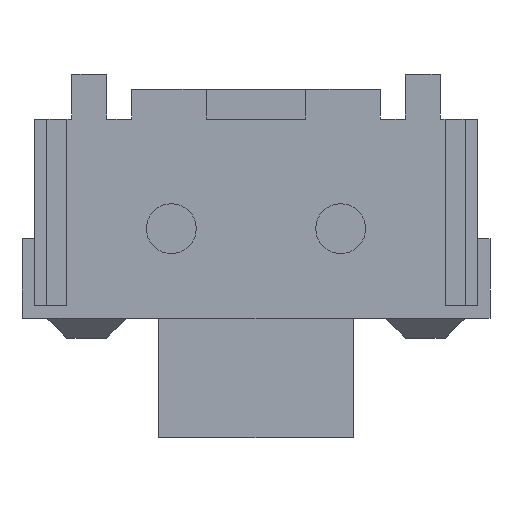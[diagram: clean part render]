
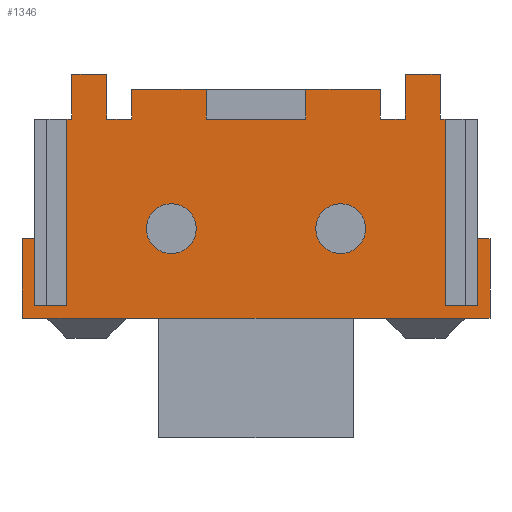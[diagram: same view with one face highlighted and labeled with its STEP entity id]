
A CAD part, front view. The second image highlights one B-rep face of the part: STEP entity #1346.
In plain terms, the highlighted planar face has unit normal (0, -1, 0).
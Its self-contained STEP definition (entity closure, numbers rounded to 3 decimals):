
#19=FACE_BOUND('',#189,.T.);
#20=FACE_BOUND('',#190,.T.);
#22=CIRCLE('',#1421,0.25);
#24=CIRCLE('',#1425,0.25);
#120=FACE_OUTER_BOUND('',#188,.T.);
#188=EDGE_LOOP('',(#1183,#1184,#1185,#1186,#1187,#1188,#1189,#1190,#1191,
#1192,#1193,#1194,#1195,#1196,#1197,#1198,#1199,#1200,#1201,#1202,#1203,
#1204,#1205,#1206,#1207,#1208,#1209,#1210));
#189=EDGE_LOOP('',(#1211));
#190=EDGE_LOOP('',(#1212));
#248=LINE('',#1892,#426);
#276=LINE('',#1949,#454);
#281=LINE('',#1960,#459);
#286=LINE('',#1970,#464);
#291=LINE('',#1981,#469);
#300=LINE('',#1998,#478);
#304=LINE('',#2005,#482);
#305=LINE('',#2006,#483);
#306=LINE('',#2008,#484);
#310=LINE('',#2016,#488);
#316=LINE('',#2026,#494);
#320=LINE('',#2034,#498);
#334=LINE('',#2064,#512);
#337=LINE('',#2069,#515);
#339=LINE('',#2074,#517);
#341=LINE('',#2077,#519);
#342=LINE('',#2080,#520);
#345=LINE('',#2086,#523);
#347=LINE('',#2089,#525);
#348=LINE('',#2091,#526);
#349=LINE('',#2093,#527);
#350=LINE('',#2095,#528);
#353=LINE('',#2112,#531);
#356=LINE('',#2118,#534);
#359=LINE('',#2123,#537);
#361=LINE('',#2128,#539);
#364=LINE('',#2134,#542);
#367=LINE('',#2139,#545);
#426=VECTOR('',#1539,10.);
#454=VECTOR('',#1583,10.);
#459=VECTOR('',#1592,10.);
#464=VECTOR('',#1599,10.);
#469=VECTOR('',#1608,10.);
#478=VECTOR('',#1619,10.);
#482=VECTOR('',#1623,10.);
#483=VECTOR('',#1624,10.);
#484=VECTOR('',#1625,10.);
#488=VECTOR('',#1629,10.);
#494=VECTOR('',#1637,10.);
#498=VECTOR('',#1649,10.);
#512=VECTOR('',#1679,10.);
#515=VECTOR('',#1684,10.);
#517=VECTOR('',#1688,10.);
#519=VECTOR('',#1692,10.);
#520=VECTOR('',#1695,10.);
#523=VECTOR('',#1700,10.);
#525=VECTOR('',#1704,10.);
#526=VECTOR('',#1707,10.);
#527=VECTOR('',#1710,10.);
#528=VECTOR('',#1713,10.);
#531=VECTOR('',#1734,10.);
#534=VECTOR('',#1739,10.);
#537=VECTOR('',#1744,10.);
#539=VECTOR('',#1750,10.);
#542=VECTOR('',#1755,10.);
#545=VECTOR('',#1760,10.);
#588=VERTEX_POINT('',#1889);
#589=VERTEX_POINT('',#1891);
#608=VERTEX_POINT('',#1943);
#610=VERTEX_POINT('',#1947);
#613=VERTEX_POINT('',#1957);
#614=VERTEX_POINT('',#1959);
#616=VERTEX_POINT('',#1964);
#618=VERTEX_POINT('',#1968);
#621=VERTEX_POINT('',#1978);
#622=VERTEX_POINT('',#1980);
#628=VERTEX_POINT('',#1995);
#629=VERTEX_POINT('',#1997);
#632=VERTEX_POINT('',#2003);
#633=VERTEX_POINT('',#2007);
#636=VERTEX_POINT('',#2013);
#637=VERTEX_POINT('',#2015);
#640=VERTEX_POINT('',#2024);
#648=VERTEX_POINT('',#2063);
#649=VERTEX_POINT('',#2067);
#650=VERTEX_POINT('',#2071);
#651=VERTEX_POINT('',#2073);
#652=VERTEX_POINT('',#2079);
#653=VERTEX_POINT('',#2083);
#654=VERTEX_POINT('',#2085);
#656=VERTEX_POINT('',#2099);
#658=VERTEX_POINT('',#2106);
#659=VERTEX_POINT('',#2111);
#661=VERTEX_POINT('',#2117);
#663=VERTEX_POINT('',#2127);
#665=VERTEX_POINT('',#2133);
#724=EDGE_CURVE('',#588,#589,#248,.T.);
#752=EDGE_CURVE('',#608,#610,#276,.T.);
#757=EDGE_CURVE('',#614,#613,#281,.T.);
#762=EDGE_CURVE('',#616,#618,#286,.T.);
#767=EDGE_CURVE('',#622,#621,#291,.T.);
#776=EDGE_CURVE('',#629,#628,#300,.T.);
#780=EDGE_CURVE('',#610,#632,#304,.T.);
#781=EDGE_CURVE('',#618,#614,#305,.T.);
#782=EDGE_CURVE('',#633,#622,#306,.T.);
#786=EDGE_CURVE('',#637,#636,#310,.T.);
#792=EDGE_CURVE('',#628,#640,#316,.T.);
#796=EDGE_CURVE('',#616,#621,#320,.T.);
#810=EDGE_CURVE('',#589,#648,#334,.T.);
#813=EDGE_CURVE('',#588,#649,#337,.T.);
#815=EDGE_CURVE('',#651,#650,#339,.T.);
#817=EDGE_CURVE('',#640,#651,#341,.T.);
#818=EDGE_CURVE('',#652,#637,#342,.T.);
#821=EDGE_CURVE('',#654,#653,#345,.T.);
#823=EDGE_CURVE('',#653,#652,#347,.T.);
#824=EDGE_CURVE('',#608,#613,#348,.T.);
#825=EDGE_CURVE('',#648,#650,#349,.T.);
#826=EDGE_CURVE('',#649,#654,#350,.T.);
#829=EDGE_CURVE('',#656,#656,#22,.T.);
#832=EDGE_CURVE('',#658,#658,#24,.T.);
#833=EDGE_CURVE('',#659,#629,#353,.T.);
#836=EDGE_CURVE('',#632,#661,#356,.T.);
#839=EDGE_CURVE('',#659,#661,#359,.T.);
#841=EDGE_CURVE('',#663,#633,#361,.T.);
#844=EDGE_CURVE('',#636,#665,#364,.T.);
#847=EDGE_CURVE('',#663,#665,#367,.T.);
#1183=ORIENTED_EDGE('',*,*,#776,.T.);
#1184=ORIENTED_EDGE('',*,*,#792,.T.);
#1185=ORIENTED_EDGE('',*,*,#817,.T.);
#1186=ORIENTED_EDGE('',*,*,#815,.T.);
#1187=ORIENTED_EDGE('',*,*,#825,.F.);
#1188=ORIENTED_EDGE('',*,*,#810,.F.);
#1189=ORIENTED_EDGE('',*,*,#724,.F.);
#1190=ORIENTED_EDGE('',*,*,#813,.T.);
#1191=ORIENTED_EDGE('',*,*,#826,.T.);
#1192=ORIENTED_EDGE('',*,*,#821,.T.);
#1193=ORIENTED_EDGE('',*,*,#823,.T.);
#1194=ORIENTED_EDGE('',*,*,#818,.T.);
#1195=ORIENTED_EDGE('',*,*,#786,.T.);
#1196=ORIENTED_EDGE('',*,*,#844,.T.);
#1197=ORIENTED_EDGE('',*,*,#847,.F.);
#1198=ORIENTED_EDGE('',*,*,#841,.T.);
#1199=ORIENTED_EDGE('',*,*,#782,.T.);
#1200=ORIENTED_EDGE('',*,*,#767,.T.);
#1201=ORIENTED_EDGE('',*,*,#796,.F.);
#1202=ORIENTED_EDGE('',*,*,#762,.T.);
#1203=ORIENTED_EDGE('',*,*,#781,.T.);
#1204=ORIENTED_EDGE('',*,*,#757,.T.);
#1205=ORIENTED_EDGE('',*,*,#824,.F.);
#1206=ORIENTED_EDGE('',*,*,#752,.T.);
#1207=ORIENTED_EDGE('',*,*,#780,.T.);
#1208=ORIENTED_EDGE('',*,*,#836,.T.);
#1209=ORIENTED_EDGE('',*,*,#839,.F.);
#1210=ORIENTED_EDGE('',*,*,#833,.T.);
#1211=ORIENTED_EDGE('',*,*,#829,.T.);
#1212=ORIENTED_EDGE('',*,*,#832,.T.);
#1278=PLANE('',#1435);
#1346=ADVANCED_FACE('',(#120,#19,#20),#1278,.F.);
#1421=AXIS2_PLACEMENT_3D('',#2101,#1719,#1720);
#1425=AXIS2_PLACEMENT_3D('',#2108,#1728,#1729);
#1435=AXIS2_PLACEMENT_3D('',#2142,#1764,#1765);
#1539=DIRECTION('',(-1.,0.,0.));
#1583=DIRECTION('',(0.,0.,-1.));
#1592=DIRECTION('',(0.,0.,1.));
#1599=DIRECTION('',(0.,0.,-1.));
#1608=DIRECTION('',(0.,0.,1.));
#1619=DIRECTION('',(-1.,0.,0.));
#1623=DIRECTION('',(-1.,0.,0.));
#1624=DIRECTION('',(-1.,0.,0.));
#1625=DIRECTION('',(-1.,0.,0.));
#1629=DIRECTION('',(-1.,0.,0.));
#1637=DIRECTION('',(0.,0.,-1.));
#1649=DIRECTION('',(1.,0.,0.));
#1679=DIRECTION('',(0.,0.,1.));
#1684=DIRECTION('',(0.,0.,1.));
#1688=DIRECTION('',(0.,0.,1.));
#1692=DIRECTION('',(-1.,0.,0.));
#1695=DIRECTION('',(0.,0.,1.));
#1700=DIRECTION('',(0.,0.,-1.));
#1704=DIRECTION('',(-1.,0.,0.));
#1707=DIRECTION('',(1.,0.,0.));
#1710=DIRECTION('',(1.,0.,0.));
#1713=DIRECTION('',(-1.,0.,0.));
#1719=DIRECTION('center_axis',(0.,1.,0.));
#1720=DIRECTION('ref_axis',(1.,0.,0.));
#1728=DIRECTION('center_axis',(0.,1.,0.));
#1729=DIRECTION('ref_axis',(1.,0.,0.));
#1734=DIRECTION('',(0.,0.,-1.));
#1739=DIRECTION('',(0.,0.,1.));
#1744=DIRECTION('',(1.,0.,0.));
#1750=DIRECTION('',(0.,0.,-1.));
#1755=DIRECTION('',(0.,0.,1.));
#1760=DIRECTION('',(1.,0.,0.));
#1764=DIRECTION('center_axis',(0.,1.,0.));
#1765=DIRECTION('ref_axis',(1.,0.,0.));
#1889=CARTESIAN_POINT('',(2.35,0.,-0.9));
#1891=CARTESIAN_POINT('',(-2.35,0.,-0.9));
#1892=CARTESIAN_POINT('',(2.35,0.,-0.9));
#1943=CARTESIAN_POINT('',(-1.25,0.,1.4));
#1947=CARTESIAN_POINT('',(-1.25,0.,1.1));
#1949=CARTESIAN_POINT('',(-1.25,0.,0.825));
#1957=CARTESIAN_POINT('',(-0.5,0.,1.4));
#1959=CARTESIAN_POINT('',(-0.5,0.,1.1));
#1960=CARTESIAN_POINT('',(-0.5,0.,0.825));
#1964=CARTESIAN_POINT('',(0.5,0.,1.4));
#1968=CARTESIAN_POINT('',(0.5,0.,1.1));
#1970=CARTESIAN_POINT('',(0.5,0.,0.825));
#1978=CARTESIAN_POINT('',(1.25,0.,1.4));
#1980=CARTESIAN_POINT('',(1.25,0.,1.1));
#1981=CARTESIAN_POINT('',(1.25,0.,0.825));
#1995=CARTESIAN_POINT('',(-1.9,0.,1.1));
#1997=CARTESIAN_POINT('',(-1.85,0.,1.1));
#1998=CARTESIAN_POINT('',(0.,0.,1.1));
#2003=CARTESIAN_POINT('',(-1.5,0.,1.1));
#2005=CARTESIAN_POINT('',(0.,0.,1.1));
#2006=CARTESIAN_POINT('',(0.,0.,1.1));
#2007=CARTESIAN_POINT('',(1.5,0.,1.1));
#2008=CARTESIAN_POINT('',(0.,0.,1.1));
#2013=CARTESIAN_POINT('',(1.85,0.,1.1));
#2015=CARTESIAN_POINT('',(1.9,0.,1.1));
#2016=CARTESIAN_POINT('',(0.,0.,1.1));
#2024=CARTESIAN_POINT('',(-1.9,0.,-0.775));
#2026=CARTESIAN_POINT('',(-1.9,0.,0.825));
#2034=CARTESIAN_POINT('',(0.,0.,1.4));
#2063=CARTESIAN_POINT('',(-2.35,0.,-0.1));
#2064=CARTESIAN_POINT('',(-2.35,0.,-0.9));
#2067=CARTESIAN_POINT('',(2.35,0.,-0.1));
#2069=CARTESIAN_POINT('',(2.35,0.,-0.9));
#2071=CARTESIAN_POINT('',(-2.225,0.,-0.1));
#2073=CARTESIAN_POINT('',(-2.225,0.,-0.775));
#2074=CARTESIAN_POINT('',(-2.225,0.,0.825));
#2077=CARTESIAN_POINT('',(-1.031,0.,-0.775));
#2079=CARTESIAN_POINT('',(1.9,0.,-0.775));
#2080=CARTESIAN_POINT('',(1.9,0.,0.825));
#2083=CARTESIAN_POINT('',(2.225,0.,-0.775));
#2085=CARTESIAN_POINT('',(2.225,0.,-0.1));
#2086=CARTESIAN_POINT('',(2.225,0.,0.825));
#2089=CARTESIAN_POINT('',(1.031,0.,-0.775));
#2091=CARTESIAN_POINT('',(0.,0.,1.4));
#2093=CARTESIAN_POINT('',(-2.35,0.,-0.1));
#2095=CARTESIAN_POINT('',(2.35,0.,-0.1));
#2099=CARTESIAN_POINT('',(0.6,0.,0.));
#2101=CARTESIAN_POINT('Origin',(0.85,0.,0.));
#2106=CARTESIAN_POINT('',(-1.1,0.,0.));
#2108=CARTESIAN_POINT('Origin',(-0.85,0.,0.));
#2111=CARTESIAN_POINT('',(-1.85,0.,1.55));
#2112=CARTESIAN_POINT('',(-1.85,0.,0.825));
#2117=CARTESIAN_POINT('',(-1.5,0.,1.55));
#2118=CARTESIAN_POINT('',(-1.5,0.,0.825));
#2123=CARTESIAN_POINT('',(-1.675,0.,1.55));
#2127=CARTESIAN_POINT('',(1.5,0.,1.55));
#2128=CARTESIAN_POINT('',(1.5,0.,0.825));
#2133=CARTESIAN_POINT('',(1.85,0.,1.55));
#2134=CARTESIAN_POINT('',(1.85,0.,0.825));
#2139=CARTESIAN_POINT('',(1.675,0.,1.55));
#2142=CARTESIAN_POINT('Origin',(0.,0.,0.25));
